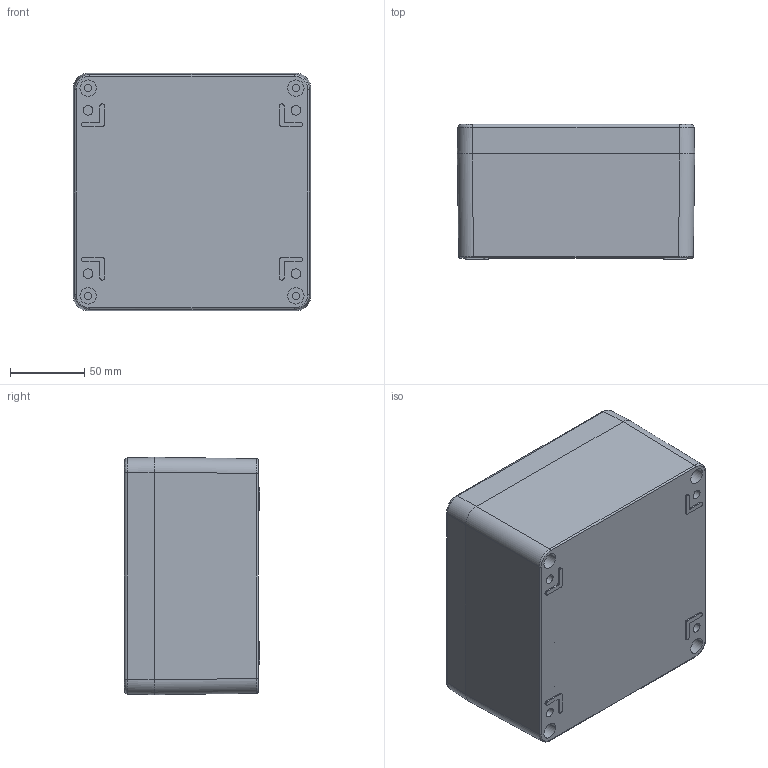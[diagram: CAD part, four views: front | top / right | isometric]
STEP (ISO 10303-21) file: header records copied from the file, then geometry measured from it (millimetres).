
FILE_DESCRIPTION (( 'STEP AP214' ), '1' );
FILE_NAME ('2374-1616-09-50.step', '2023-11-08T10:38:21', ( '' ), ( '' ), 'SwSTEP 2.0', 'SolidWorks 2019', '' );
FILE_SCHEMA (( 'AUTOMOTIVE_DESIGN' ));
Length unit declared in the file: millimetre
Products named in the file (7): Unterteil^2374-1616-09-50; 2374-1616-09-50; SchutzleiteranschlussM4x8; Deckel^2374-1616-09-50; SchutzleiteranschlussM6x10; DeckelschraubeM6x24
Assembly tree (12 placements, depth 3):
  2374-1616-09-50
    2374-1616-09-50
      Unterteil^2374-1616-09-50
      SchutzleiteranschlussM6x10  x4
      Deckel^2374-1616-09-50
      SchutzleiteranschlussM4x8
      DeckelschraubeM6x24  x4
Bounding box: 160 x 91 x 160 mm (x, y, z)
Volume: 553154.9 mm3; surface area: 237654.5 mm2
Topology: 16 solids, 16 shells, 937 faces, 2503 edges, 1599 vertices
Faces by surface type: plane 431, cylinder 287, cone 164, torus 28, bspline 27
Entity records: 21061 total; most frequent: CARTESIAN_POINT 7405, ORIENTED_EDGE 2864, DIRECTION 2701, EDGE_CURVE 1432, AXIS2_PLACEMENT_3D 998, VERTEX_POINT 924, VECTOR 705, LINE 705
